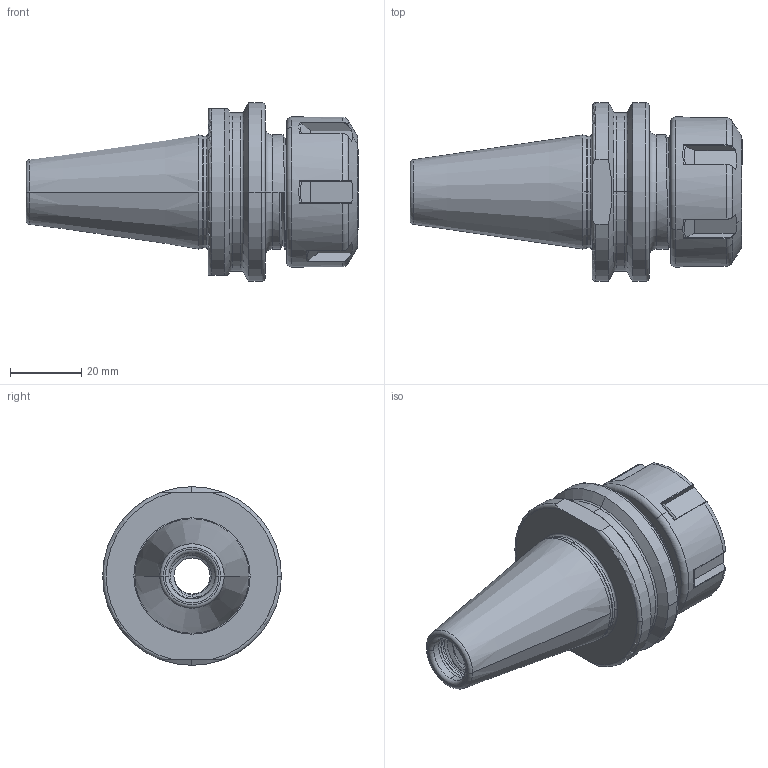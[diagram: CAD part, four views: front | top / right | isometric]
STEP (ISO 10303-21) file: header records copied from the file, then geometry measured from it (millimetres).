
FILE_DESCRIPTION (( 'STEP AP203' ), '1' );
FILE_NAME ('302.62.16.STEP', '2016-11-26T05:56:58', ( '' ), ( '' ), 'SwSTEP 2.0', 'SolidWorks 2012', '' );
FILE_SCHEMA (( 'CONFIG_CONTROL_DESIGN' ));
Length unit declared in the file: millimetre
Products named in the file (3): 2-01.100.0250200C7_ER25螺帽(六溝); 302.62.16
Assembly tree (2 placements, depth 2):
  302.62.16
    302.62.16
    2-01.100.0250200C7_ER25螺帽(六溝)
Bounding box: 92.9 x 50 x 50 mm (x, y, z)
Volume: 62382.7 mm3; surface area: 25612.3 mm2
Topology: 2 solids, 2 shells, 275 faces, 716 edges, 450 vertices
Faces by surface type: cylinder 104, torus 55, plane 52, bspline 42, cone 22
Entity records: 17251 total; most frequent: CARTESIAN_POINT 11010, ORIENTED_EDGE 1432, DIRECTION 1055, EDGE_CURVE 716, VERTEX_POINT 450, AXIS2_PLACEMENT_3D 433, EDGE_LOOP 284, ADVANCED_FACE 275
